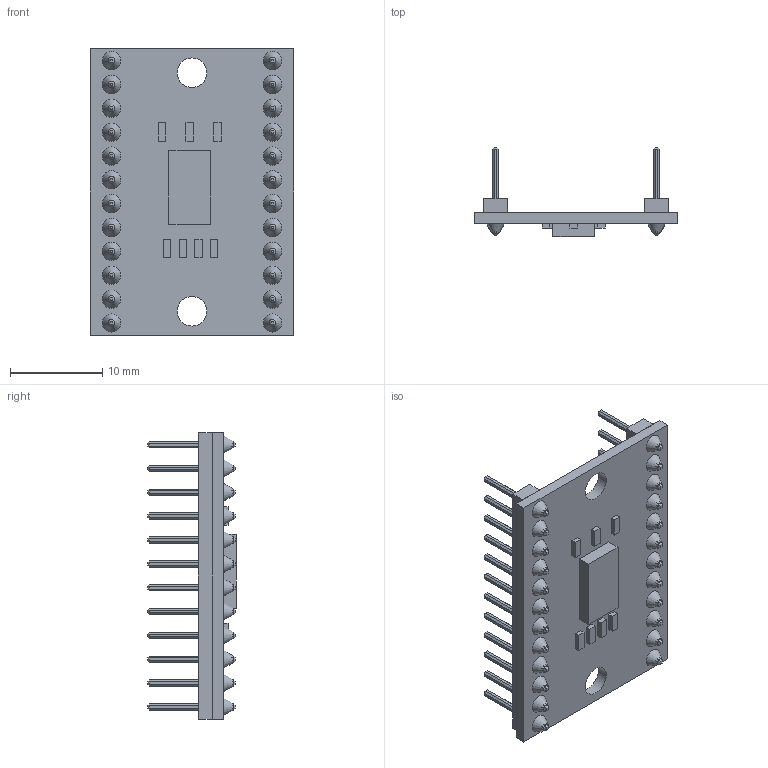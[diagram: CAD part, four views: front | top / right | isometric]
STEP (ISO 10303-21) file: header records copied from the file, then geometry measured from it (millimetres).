
FILE_DESCRIPTION(/* description */ (''),/* implementation_level */ '2;1');
FILE_NAME(/* name */ 'TCA9548.stp',/* time_stamp */ '2025-11-08T17:49:36+01:00',/* author */ ('thoma'),/* organization */ (''),/* preprocessor_version */ 'ST-DEVELOPER v20.1',/* originating_system */ 'Autodesk Inventor 2026',/* authorisation */ '');
FILE_SCHEMA (('AUTOMOTIVE_DESIGN { 1 0 10303 214 3 1 1 }'));
Length unit declared in the file: millimetre
Products named in the file (1): P022-P254
Bounding box: 22 x 9.6 x 31 mm (x, y, z)
Volume: 1189.2 mm3; surface area: 3052.1 mm2
Topology: 59 solids, 59 shells, 1316 faces, 3162 edges, 1940 vertices
Faces by surface type: plane 1290, cone 24, cylinder 2
Full cylindrical faces by diameter (mm): 3.2 x2
Entity records: 36791 total; most frequent: CARTESIAN_POINT 6995, ORIENTED_EDGE 6324, DIRECTION 5536, EDGE_CURVE 3162, LINE 2846, VECTOR 2846, VERTEX_POINT 1940, EDGE_LOOP 1440
